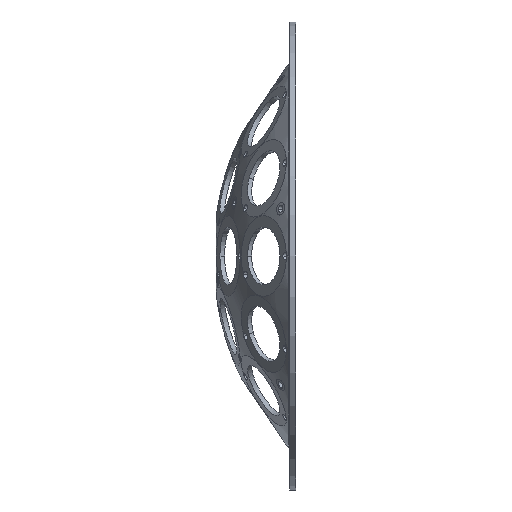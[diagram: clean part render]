
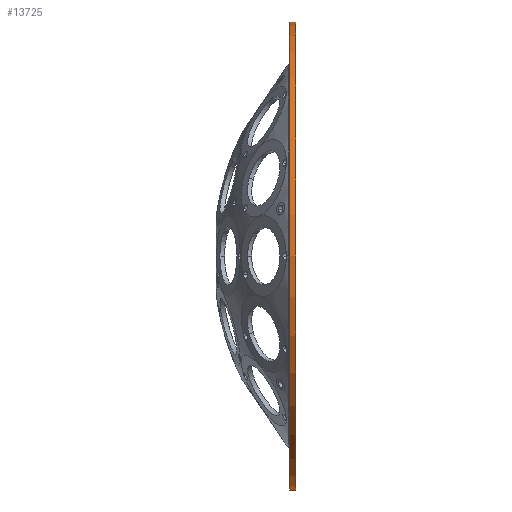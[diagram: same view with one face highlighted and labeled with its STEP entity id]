
A CAD part, left-side view. The second image highlights one B-rep face of the part: STEP entity #13725.
In plain terms, the highlighted cylindrical face has radius 223 mm (diameter 446 mm), a partial arc.
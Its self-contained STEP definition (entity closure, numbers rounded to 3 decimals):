
#67 = ORIENTED_EDGE ( 'NONE', *, *, #19204, .T. ) ;
#233 = EDGE_CURVE ( 'NONE', #15126, #15987, #8455, .T. ) ;
#574 = CARTESIAN_POINT ( 'NONE',  ( 0., 284.983, 0. ) ) ;
#1157 = CARTESIAN_POINT ( 'NONE',  ( 0., 189., 223. ) ) ;
#1525 = AXIS2_PLACEMENT_3D ( 'NONE', #16835, #10303, #20207 ) ;
#1633 = VECTOR ( 'NONE', #19223, 1000. ) ;
#2427 = DIRECTION ( 'NONE',  ( 0., 1., 0. ) ) ;
#2919 = CIRCLE ( 'NONE', #1525, 223. ) ;
#3740 = ORIENTED_EDGE ( 'NONE', *, *, #13526, .F. ) ;
#4213 = DIRECTION ( 'NONE',  ( 0., 0., 1. ) ) ;
#4582 = CARTESIAN_POINT ( 'NONE',  ( 0., 284.983, 223. ) ) ;
#5246 = EDGE_LOOP ( 'NONE', ( #6766, #6768, #67, #3740 ) ) ;
#5722 = CYLINDRICAL_SURFACE ( 'NONE', #20051, 223. ) ;
#5755 = DIRECTION ( 'NONE',  ( 0., 1., 0. ) ) ;
#6766 = ORIENTED_EDGE ( 'NONE', *, *, #233, .F. ) ;
#6768 = ORIENTED_EDGE ( 'NONE', *, *, #15168, .T. ) ;
#7043 = CARTESIAN_POINT ( 'NONE',  ( 0., 195., -223. ) ) ;
#7886 = VERTEX_POINT ( 'NONE', #1157 ) ;
#8455 = LINE ( 'NONE', #15092, #12522 ) ;
#10303 = DIRECTION ( 'NONE',  ( 0., 1., 0. ) ) ;
#10607 = CARTESIAN_POINT ( 'NONE',  ( 0., 195., 223. ) ) ;
#10882 = DIRECTION ( 'NONE',  ( 0., 0., 1. ) ) ;
#12295 = FACE_OUTER_BOUND ( 'NONE', #5246, .T. ) ;
#12522 = VECTOR ( 'NONE', #20119, 1000. ) ;
#13526 = EDGE_CURVE ( 'NONE', #15987, #15535, #16572, .T. ) ;
#13725 = ADVANCED_FACE ( 'NONE', ( #12295 ), #5722, .T. ) ;
#14640 = LINE ( 'NONE', #4582, #1633 ) ;
#15092 = CARTESIAN_POINT ( 'NONE',  ( 0., 284.983, -223. ) ) ;
#15126 = VERTEX_POINT ( 'NONE', #15192 ) ;
#15168 = EDGE_CURVE ( 'NONE', #15126, #7886, #2919, .T. ) ;
#15192 = CARTESIAN_POINT ( 'NONE',  ( 0., 189., -223. ) ) ;
#15535 = VERTEX_POINT ( 'NONE', #10607 ) ;
#15987 = VERTEX_POINT ( 'NONE', #7043 ) ;
#16572 = CIRCLE ( 'NONE', #18311, 223. ) ;
#16835 = CARTESIAN_POINT ( 'NONE',  ( 0., 189., 0. ) ) ;
#18311 = AXIS2_PLACEMENT_3D ( 'NONE', #20920, #5755, #4213 ) ;
#19204 = EDGE_CURVE ( 'NONE', #7886, #15535, #14640, .T. ) ;
#19223 = DIRECTION ( 'NONE',  ( 0., 1., 0. ) ) ;
#20051 = AXIS2_PLACEMENT_3D ( 'NONE', #574, #2427, #10882 ) ;
#20119 = DIRECTION ( 'NONE',  ( 0., 1., 0. ) ) ;
#20207 = DIRECTION ( 'NONE',  ( 0., 0., 1. ) ) ;
#20920 = CARTESIAN_POINT ( 'NONE',  ( 0., 195., 0. ) ) ;
